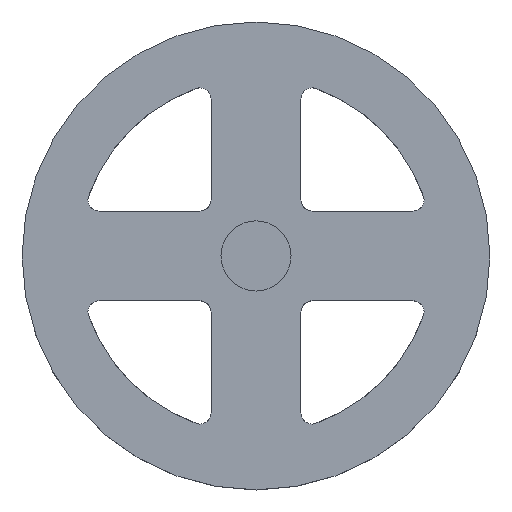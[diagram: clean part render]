
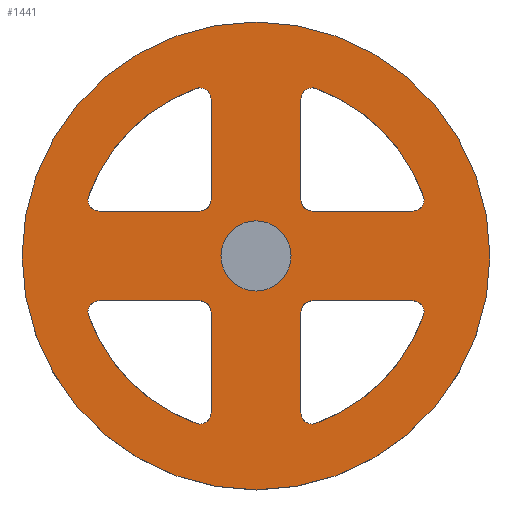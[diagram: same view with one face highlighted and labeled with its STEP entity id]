
A CAD part, top view. The second image highlights one B-rep face of the part: STEP entity #1441.
In plain terms, the highlighted planar face has unit normal (0, 0, 1).
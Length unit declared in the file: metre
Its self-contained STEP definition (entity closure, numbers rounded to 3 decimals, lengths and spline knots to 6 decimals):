
#85=FACE_BOUND('',#401,.T.);
#86=FACE_BOUND('',#402,.T.);
#87=FACE_BOUND('',#403,.T.);
#88=FACE_BOUND('',#404,.T.);
#89=FACE_BOUND('',#405,.T.);
#96=PLANE('',#1608);
#120=CIRCLE('',#1554,0.00625);
#134=CIRCLE('',#1576,0.0317);
#137=CIRCLE('',#1583,0.0317);
#141=CIRCLE('',#1589,0.0317);
#147=CIRCLE('',#1600,0.0317);
#150=CIRCLE('',#1606,0.0417);
#152=CIRCLE('',#1609,0.002);
#153=CIRCLE('',#1610,0.002);
#154=CIRCLE('',#1611,0.002);
#155=CIRCLE('',#1612,0.002);
#156=CIRCLE('',#1613,0.002);
#157=CIRCLE('',#1614,0.002);
#158=CIRCLE('',#1615,0.002);
#159=CIRCLE('',#1616,0.002);
#160=CIRCLE('',#1617,0.002);
#161=CIRCLE('',#1618,0.002);
#162=CIRCLE('',#1619,0.002);
#163=CIRCLE('',#1620,0.002);
#221=LINE('',#2693,#268);
#222=LINE('',#2731,#269);
#224=LINE('',#3064,#271);
#225=LINE('',#3102,#272);
#229=LINE('',#3137,#276);
#230=LINE('',#3143,#277);
#231=LINE('',#3149,#278);
#232=LINE('',#3154,#279);
#268=VECTOR('',#1814,1.);
#269=VECTOR('',#1819,1.);
#271=VECTOR('',#1853,1.);
#272=VECTOR('',#1858,1.);
#276=VECTOR('',#1884,1.);
#277=VECTOR('',#1891,1.);
#278=VECTOR('',#1898,1.);
#279=VECTOR('',#1903,1.);
#319=FACE_OUTER_BOUND('',#400,.T.);
#400=EDGE_LOOP('',(#1120));
#401=EDGE_LOOP('',(#1121));
#402=EDGE_LOOP('',(#1122,#1123,#1124,#1125,#1126,#1127));
#403=EDGE_LOOP('',(#1128,#1129,#1130,#1131,#1132,#1133));
#404=EDGE_LOOP('',(#1134,#1135,#1136,#1137,#1138,#1139));
#405=EDGE_LOOP('',(#1140,#1141,#1142,#1143,#1144,#1145));
#566=VERTEX_POINT('',#2274);
#607=VERTEX_POINT('',#2657);
#608=VERTEX_POINT('',#2658);
#613=VERTEX_POINT('',#2687);
#614=VERTEX_POINT('',#2692);
#617=VERTEX_POINT('',#2728);
#618=VERTEX_POINT('',#2730);
#621=VERTEX_POINT('',#2740);
#622=VERTEX_POINT('',#2745);
#626=VERTEX_POINT('',#2760);
#627=VERTEX_POINT('',#2761);
#639=VERTEX_POINT('',#3058);
#640=VERTEX_POINT('',#3063);
#643=VERTEX_POINT('',#3099);
#644=VERTEX_POINT('',#3101);
#645=VERTEX_POINT('',#3108);
#646=VERTEX_POINT('',#3109);
#649=VERTEX_POINT('',#3128);
#651=VERTEX_POINT('',#3134);
#652=VERTEX_POINT('',#3136);
#653=VERTEX_POINT('',#3140);
#654=VERTEX_POINT('',#3142);
#655=VERTEX_POINT('',#3146);
#656=VERTEX_POINT('',#3148);
#657=VERTEX_POINT('',#3152);
#658=VERTEX_POINT('',#3153);
#723=EDGE_CURVE('',#566,#566,#120,.T.);
#776=EDGE_CURVE('',#607,#608,#134,.T.);
#782=EDGE_CURVE('',#613,#614,#221,.T.);
#786=EDGE_CURVE('',#617,#618,#222,.T.);
#790=EDGE_CURVE('',#621,#622,#137,.T.);
#796=EDGE_CURVE('',#626,#627,#141,.T.);
#813=EDGE_CURVE('',#639,#640,#224,.T.);
#817=EDGE_CURVE('',#643,#644,#225,.T.);
#819=EDGE_CURVE('',#645,#646,#147,.T.);
#826=EDGE_CURVE('',#649,#649,#150,.T.);
#829=EDGE_CURVE('',#643,#651,#152,.F.);
#830=EDGE_CURVE('',#651,#652,#229,.T.);
#831=EDGE_CURVE('',#652,#627,#153,.F.);
#832=EDGE_CURVE('',#626,#644,#154,.F.);
#833=EDGE_CURVE('',#617,#653,#155,.F.);
#834=EDGE_CURVE('',#654,#653,#230,.T.);
#835=EDGE_CURVE('',#654,#622,#156,.F.);
#836=EDGE_CURVE('',#621,#618,#157,.F.);
#837=EDGE_CURVE('',#645,#655,#158,.F.);
#838=EDGE_CURVE('',#655,#656,#231,.T.);
#839=EDGE_CURVE('',#656,#640,#159,.F.);
#840=EDGE_CURVE('',#639,#646,#160,.F.);
#841=EDGE_CURVE('',#657,#658,#232,.T.);
#842=EDGE_CURVE('',#657,#614,#161,.F.);
#843=EDGE_CURVE('',#613,#608,#162,.F.);
#844=EDGE_CURVE('',#607,#658,#163,.F.);
#1120=ORIENTED_EDGE('',*,*,#826,.T.);
#1121=ORIENTED_EDGE('',*,*,#723,.T.);
#1122=ORIENTED_EDGE('',*,*,#817,.F.);
#1123=ORIENTED_EDGE('',*,*,#829,.T.);
#1124=ORIENTED_EDGE('',*,*,#830,.T.);
#1125=ORIENTED_EDGE('',*,*,#831,.T.);
#1126=ORIENTED_EDGE('',*,*,#796,.F.);
#1127=ORIENTED_EDGE('',*,*,#832,.T.);
#1128=ORIENTED_EDGE('',*,*,#786,.F.);
#1129=ORIENTED_EDGE('',*,*,#833,.T.);
#1130=ORIENTED_EDGE('',*,*,#834,.F.);
#1131=ORIENTED_EDGE('',*,*,#835,.T.);
#1132=ORIENTED_EDGE('',*,*,#790,.F.);
#1133=ORIENTED_EDGE('',*,*,#836,.T.);
#1134=ORIENTED_EDGE('',*,*,#819,.F.);
#1135=ORIENTED_EDGE('',*,*,#837,.T.);
#1136=ORIENTED_EDGE('',*,*,#838,.T.);
#1137=ORIENTED_EDGE('',*,*,#839,.T.);
#1138=ORIENTED_EDGE('',*,*,#813,.F.);
#1139=ORIENTED_EDGE('',*,*,#840,.T.);
#1140=ORIENTED_EDGE('',*,*,#841,.F.);
#1141=ORIENTED_EDGE('',*,*,#842,.T.);
#1142=ORIENTED_EDGE('',*,*,#782,.F.);
#1143=ORIENTED_EDGE('',*,*,#843,.T.);
#1144=ORIENTED_EDGE('',*,*,#776,.F.);
#1145=ORIENTED_EDGE('',*,*,#844,.T.);
#1441=ADVANCED_FACE('',(#319,#85,#86,#87,#88,#89),#96,.T.);
#1554=AXIS2_PLACEMENT_3D('',#2276,#1743,#1744);
#1576=AXIS2_PLACEMENT_3D('',#2659,#1808,#1809);
#1583=AXIS2_PLACEMENT_3D('',#2746,#1824,#1825);
#1589=AXIS2_PLACEMENT_3D('',#2762,#1837,#1838);
#1600=AXIS2_PLACEMENT_3D('',#3110,#1861,#1862);
#1606=AXIS2_PLACEMENT_3D('',#3129,#1875,#1876);
#1608=AXIS2_PLACEMENT_3D('',#3133,#1880,#1881);
#1609=AXIS2_PLACEMENT_3D('',#3135,#1882,#1883);
#1610=AXIS2_PLACEMENT_3D('',#3138,#1885,#1886);
#1611=AXIS2_PLACEMENT_3D('',#3139,#1887,#1888);
#1612=AXIS2_PLACEMENT_3D('',#3141,#1889,#1890);
#1613=AXIS2_PLACEMENT_3D('',#3144,#1892,#1893);
#1614=AXIS2_PLACEMENT_3D('',#3145,#1894,#1895);
#1615=AXIS2_PLACEMENT_3D('',#3147,#1896,#1897);
#1616=AXIS2_PLACEMENT_3D('',#3150,#1899,#1900);
#1617=AXIS2_PLACEMENT_3D('',#3151,#1901,#1902);
#1618=AXIS2_PLACEMENT_3D('',#3155,#1904,#1905);
#1619=AXIS2_PLACEMENT_3D('',#3156,#1906,#1907);
#1620=AXIS2_PLACEMENT_3D('',#3157,#1908,#1909);
#1743=DIRECTION('center_axis',(0.,0.,-1.));
#1744=DIRECTION('ref_axis',(1.,0.,0.));
#1808=DIRECTION('center_axis',(0.,0.,1.));
#1809=DIRECTION('ref_axis',(1.,0.,0.));
#1814=DIRECTION('',(-1.,0.,0.));
#1819=DIRECTION('',(1.,0.,0.));
#1824=DIRECTION('center_axis',(0.,0.,1.));
#1825=DIRECTION('ref_axis',(1.,0.,0.));
#1837=DIRECTION('center_axis',(0.,0.,1.));
#1838=DIRECTION('ref_axis',(1.,0.,0.));
#1853=DIRECTION('',(1.,0.,0.));
#1858=DIRECTION('',(-1.,0.,0.));
#1861=DIRECTION('center_axis',(0.,0.,1.));
#1862=DIRECTION('ref_axis',(1.,0.,0.));
#1875=DIRECTION('center_axis',(0.,0.,1.));
#1876=DIRECTION('ref_axis',(1.,0.,0.));
#1880=DIRECTION('center_axis',(0.,0.,1.));
#1881=DIRECTION('ref_axis',(1.,0.,0.));
#1882=DIRECTION('center_axis',(0.,0.,1.));
#1883=DIRECTION('ref_axis',(1.,0.,0.));
#1884=DIRECTION('',(0.,-1.,0.));
#1885=DIRECTION('center_axis',(0.,0.,1.));
#1886=DIRECTION('ref_axis',(1.,0.,0.));
#1887=DIRECTION('center_axis',(0.,0.,1.));
#1888=DIRECTION('ref_axis',(1.,0.,0.));
#1889=DIRECTION('center_axis',(0.,0.,1.));
#1890=DIRECTION('ref_axis',(1.,0.,0.));
#1891=DIRECTION('',(0.,-1.,0.));
#1892=DIRECTION('center_axis',(0.,0.,1.));
#1893=DIRECTION('ref_axis',(1.,0.,0.));
#1894=DIRECTION('center_axis',(0.,0.,1.));
#1895=DIRECTION('ref_axis',(1.,0.,0.));
#1896=DIRECTION('center_axis',(0.,0.,1.));
#1897=DIRECTION('ref_axis',(1.,0.,0.));
#1898=DIRECTION('',(0.,-1.,0.));
#1899=DIRECTION('center_axis',(0.,0.,1.));
#1900=DIRECTION('ref_axis',(1.,0.,0.));
#1901=DIRECTION('center_axis',(0.,0.,1.));
#1902=DIRECTION('ref_axis',(1.,0.,0.));
#1903=DIRECTION('',(0.,-1.,0.));
#1904=DIRECTION('center_axis',(0.,0.,1.));
#1905=DIRECTION('ref_axis',(1.,0.,0.));
#1906=DIRECTION('center_axis',(0.,0.,1.));
#1907=DIRECTION('ref_axis',(1.,0.,0.));
#1908=DIRECTION('center_axis',(0.,0.,1.));
#1909=DIRECTION('ref_axis',(1.,0.,0.));
#2274=CARTESIAN_POINT('',(-0.00625,0.,0.1));
#2276=CARTESIAN_POINT('Origin',(0.,0.,0.1));
#2657=CARTESIAN_POINT('',(0.010673,-0.029849,0.1));
#2658=CARTESIAN_POINT('',(0.029849,-0.010673,0.1));
#2659=CARTESIAN_POINT('Origin',(0.,0.,0.1));
#2687=CARTESIAN_POINT('',(0.027966,-0.008,0.1));
#2692=CARTESIAN_POINT('',(0.01,-0.008,0.1));
#2693=CARTESIAN_POINT('',(0.,-0.008,0.1));
#2728=CARTESIAN_POINT('',(0.01,0.008,0.1));
#2730=CARTESIAN_POINT('',(0.027966,0.008,0.1));
#2731=CARTESIAN_POINT('',(0.,0.008,0.1));
#2740=CARTESIAN_POINT('',(0.029849,0.010673,0.1));
#2745=CARTESIAN_POINT('',(0.010673,0.029849,0.1));
#2746=CARTESIAN_POINT('Origin',(0.,0.,0.1));
#2760=CARTESIAN_POINT('',(-0.029849,-0.010673,0.1));
#2761=CARTESIAN_POINT('',(-0.010673,-0.029849,0.1));
#2762=CARTESIAN_POINT('Origin',(0.,0.,0.1));
#3058=CARTESIAN_POINT('',(-0.027966,0.008,0.1));
#3063=CARTESIAN_POINT('',(-0.01,0.008,0.1));
#3064=CARTESIAN_POINT('',(0.,0.008,0.1));
#3099=CARTESIAN_POINT('',(-0.01,-0.008,0.1));
#3101=CARTESIAN_POINT('',(-0.027966,-0.008,0.1));
#3102=CARTESIAN_POINT('',(0.,-0.008,0.1));
#3108=CARTESIAN_POINT('',(-0.010673,0.029849,0.1));
#3109=CARTESIAN_POINT('',(-0.029849,0.010673,0.1));
#3110=CARTESIAN_POINT('Origin',(0.,0.,0.1));
#3128=CARTESIAN_POINT('',(0.,0.0417,0.1));
#3129=CARTESIAN_POINT('Origin',(0.,0.,0.1));
#3133=CARTESIAN_POINT('Origin',(0.,-0.0317,0.1));
#3134=CARTESIAN_POINT('',(-0.008,-0.01,0.1));
#3135=CARTESIAN_POINT('Origin',(-0.01,-0.01,0.1));
#3136=CARTESIAN_POINT('',(-0.008,-0.027966,0.1));
#3137=CARTESIAN_POINT('',(-0.008,0.,0.1));
#3138=CARTESIAN_POINT('Origin',(-0.01,-0.027966,0.1));
#3139=CARTESIAN_POINT('Origin',(-0.027966,-0.01,0.1));
#3140=CARTESIAN_POINT('',(0.008,0.01,0.1));
#3141=CARTESIAN_POINT('Origin',(0.01,0.01,0.1));
#3142=CARTESIAN_POINT('',(0.008,0.027966,0.1));
#3143=CARTESIAN_POINT('',(0.008,0.,0.1));
#3144=CARTESIAN_POINT('Origin',(0.01,0.027966,0.1));
#3145=CARTESIAN_POINT('Origin',(0.027966,0.01,0.1));
#3146=CARTESIAN_POINT('',(-0.008,0.027966,0.1));
#3147=CARTESIAN_POINT('Origin',(-0.01,0.027966,0.1));
#3148=CARTESIAN_POINT('',(-0.008,0.01,0.1));
#3149=CARTESIAN_POINT('',(-0.008,0.,0.1));
#3150=CARTESIAN_POINT('Origin',(-0.01,0.01,0.1));
#3151=CARTESIAN_POINT('Origin',(-0.027966,0.01,0.1));
#3152=CARTESIAN_POINT('',(0.008,-0.01,0.1));
#3153=CARTESIAN_POINT('',(0.008,-0.027966,0.1));
#3154=CARTESIAN_POINT('',(0.008,0.,0.1));
#3155=CARTESIAN_POINT('Origin',(0.01,-0.01,0.1));
#3156=CARTESIAN_POINT('Origin',(0.027966,-0.01,0.1));
#3157=CARTESIAN_POINT('Origin',(0.01,-0.027966,0.1));
